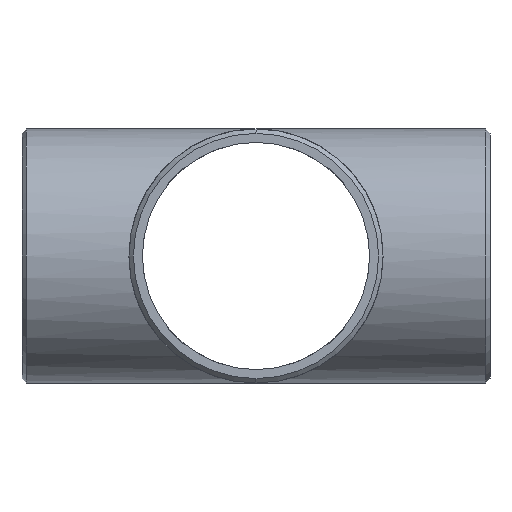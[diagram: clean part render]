
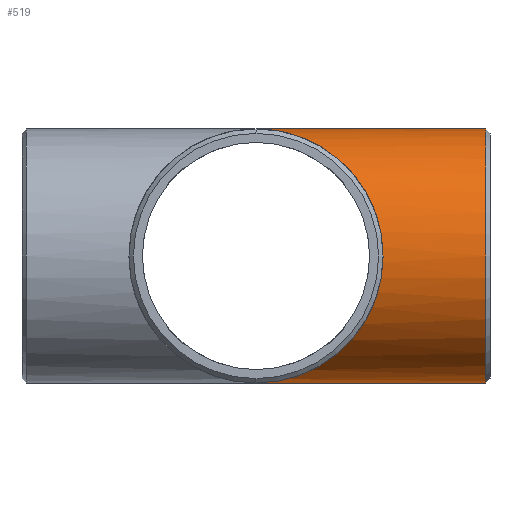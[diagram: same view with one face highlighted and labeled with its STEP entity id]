
A CAD part, left-side view. The second image highlights one B-rep face of the part: STEP entity #519.
In plain terms, the highlighted cylindrical face has radius 57 mm (diameter 114 mm), a partial arc.
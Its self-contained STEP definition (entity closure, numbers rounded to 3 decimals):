
#5 = EDGE_CURVE ( 'NONE', #143, #217, #439, .T. ) ;
#13 = VERTEX_POINT ( 'NONE', #266 ) ;
#21 = CARTESIAN_POINT ( 'NONE',  ( -114., -114., -57. ) ) ;
#35 = AXIS2_PLACEMENT_3D ( 'NONE', #52, #294, #364 ) ;
#52 = CARTESIAN_POINT ( 'NONE',  ( 0., -102.993, 0. ) ) ;
#88 = ORIENTED_EDGE ( 'NONE', *, *, #652, .T. ) ;
#141 = AXIS2_PLACEMENT_3D ( 'NONE', #449, #689, #569 ) ;
#143 = VERTEX_POINT ( 'NONE', #528 ) ;
#156 = CARTESIAN_POINT ( 'NONE',  ( -114., -114., 57. ) ) ;
#217 = VERTEX_POINT ( 'NONE', #246 ) ;
#246 = CARTESIAN_POINT ( 'NONE',  ( 0., 0., 57. ) ) ;
#249 = VERTEX_POINT ( 'NONE', #759 ) ;
#262 = EDGE_CURVE ( 'NONE', #13, #249, #699, .T. ) ;
#266 = CARTESIAN_POINT ( 'NONE',  ( 0., -102.993, -57. ) ) ;
#294 = DIRECTION ( 'NONE',  ( 0., 1., 0. ) ) ;
#321 = CARTESIAN_POINT ( 'NONE',  ( 0., -105., 57. ) ) ;
#325 = CYLINDRICAL_SURFACE ( 'NONE', #141, 57. ) ;
#364 = DIRECTION ( 'NONE',  ( 0., 0., -1. ) ) ;
#370 = EDGE_LOOP ( 'NONE', ( #88, #381, #682, #373 ) ) ;
#373 = ORIENTED_EDGE ( 'NONE', *, *, #262, .F. ) ;
#381 = ORIENTED_EDGE ( 'NONE', *, *, #5, .T. ) ;
#390 = FACE_OUTER_BOUND ( 'NONE', #370, .T. ) ;
#392 = CARTESIAN_POINT ( 'NONE',  ( 0., -105., -57. ) ) ;
#439 = LINE ( 'NONE', #321, #683 ) ;
#449 = CARTESIAN_POINT ( 'NONE',  ( 0., -105., 0. ) ) ;
#501 = EDGE_CURVE ( 'NONE', #249, #217, #623, .T. ) ;
#519 = ADVANCED_FACE ( 'NONE', ( #390 ), #325, .T. ) ;
#528 = CARTESIAN_POINT ( 'NONE',  ( 0., -102.993, 57. ) ) ;
#540 = VECTOR ( 'NONE', #646, 1000. ) ;
#569 = DIRECTION ( 'NONE',  ( 0., 0., -1. ) ) ;
#623 =( BOUNDED_CURVE ( )  B_SPLINE_CURVE ( 3, ( #798, #21, #156, #629 ),
 .UNSPECIFIED., .F., .T. ) 
 B_SPLINE_CURVE_WITH_KNOTS ( ( 4, 4 ),
 ( 4.712, 7.854 ),
 .UNSPECIFIED. ) 
 CURVE ( )  GEOMETRIC_REPRESENTATION_ITEM ( )  RATIONAL_B_SPLINE_CURVE ( ( 1., 0.333, 0.333, 1. ) ) 
 REPRESENTATION_ITEM ( '' )  );
#629 = CARTESIAN_POINT ( 'NONE',  ( 0., 0., 57. ) ) ;
#630 = DIRECTION ( 'NONE',  ( 0., 1., 0. ) ) ;
#646 = DIRECTION ( 'NONE',  ( 0., 1., 0. ) ) ;
#652 = EDGE_CURVE ( 'NONE', #13, #143, #712, .T. ) ;
#682 = ORIENTED_EDGE ( 'NONE', *, *, #501, .F. ) ;
#683 = VECTOR ( 'NONE', #630, 1000. ) ;
#689 = DIRECTION ( 'NONE',  ( 0., 1., 0. ) ) ;
#699 = LINE ( 'NONE', #392, #540 ) ;
#712 = CIRCLE ( 'NONE', #35, 57. ) ;
#759 = CARTESIAN_POINT ( 'NONE',  ( 0., 0., -57. ) ) ;
#798 = CARTESIAN_POINT ( 'NONE',  ( 0., 0., -57. ) ) ;
